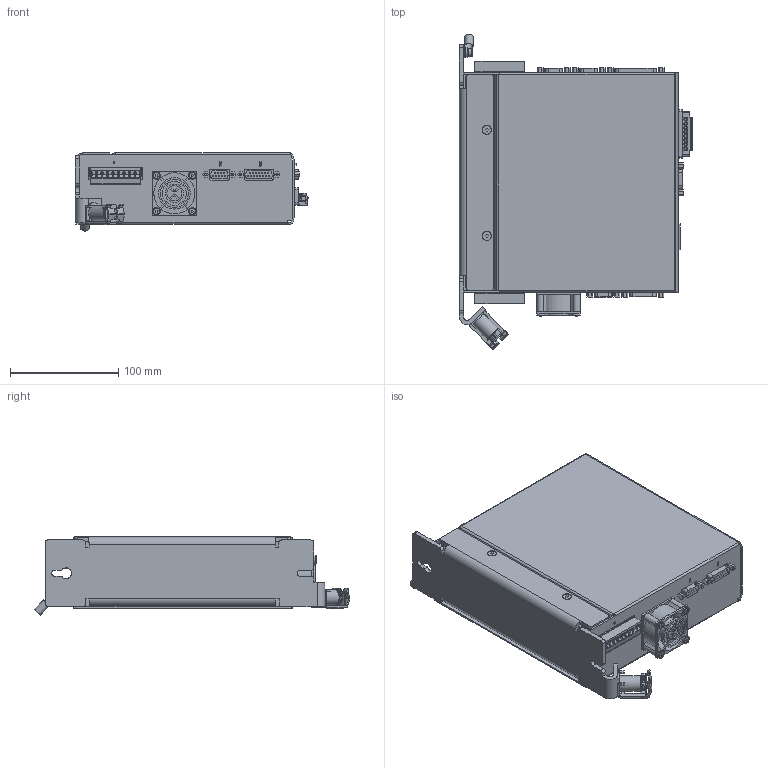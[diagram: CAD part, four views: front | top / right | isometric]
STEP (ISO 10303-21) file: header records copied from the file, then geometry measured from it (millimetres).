
FILE_DESCRIPTION(/* description */ ('STEP AP214'),/* implementation_level */ '2;1');
FILE_NAME(/* name */ '1622902_CMMP-AS-C5-3A-M0',/* time_stamp */ '2024-08-06T14:12:41+02:00',/* author */ ('License CC BY-ND 4.0'),/* organization */ ('CADENAS'),/* preprocessor_version */ 'ST-DEVELOPER v19.3',/* originating_system */ 'PARTsolutions',/* authorisation */ ' ');
FILE_SCHEMA (('AUTOMOTIVE_DESIGN {1 0 10303 214 3 1 1}'));
Products named in the file (6): 1622902 CMMP-AS-C5-3A-M0; 1622902 CMMP-AS-C5-3A-M0---(P1); 3299023 CMMD-AS-C8-3A; 1659228 NEKM-C-7---(1); 1660640 NEKM-C-8---(3); 1622902 CMMP-AS-C5-3A-M0---(P4)
Assembly tree (6 placements, depth 2):
  1622902 CMMP-AS-C5-3A-M0
    1622902 CMMP-AS-C5-3A-M0---(P1)
    3299023 CMMD-AS-C8-3A
    1659228 NEKM-C-7---(1)  x2
    1660640 NEKM-C-8---(3)
    1622902 CMMP-AS-C5-3A-M0---(P4)
Bounding box: 215.34 x 291.42 x 72.12 mm (x, y, z)
Volume: 2720704.8 mm3; surface area: 217144.7 mm2
Topology: 6 solids, 6 shells, 2744 faces, 6975 edges, 4581 vertices
Faces by surface type: plane 2088, cylinder 621, cone 24, torus 9, sphere 2
Full cylindrical faces by diameter (mm): 0.39 x1, 0.48 x4, 0.7 x9, 0.8 x67, 1.4 x18, 1.567 x12, 1.6 x7, 1.75 x2, 2.4 x6, 2.5 x4, 2.8 x26, 2.9 x8, 3 x5, 3.6 x2, 3.78 x18, 3.9 x2, 4 x22, 4.5 x2, 7 x1, 7.2 x1, 7.6 x1, 7.8 x1, 8 x4, 8.9 x1, 9 x2, 9.46 x1, 11.78 x1, 14.18 x1, 22 x1, 38 x1
Entity records: 87193 total; most frequent: CARTESIAN_POINT 12510, DIRECTION 12014, ORIENTED_EDGE 11734, EDGE_CURVE 5867, LINE 4456, VECTOR 4456, VERTEX_POINT 3990, AXIS2_PLACEMENT_3D 3779
